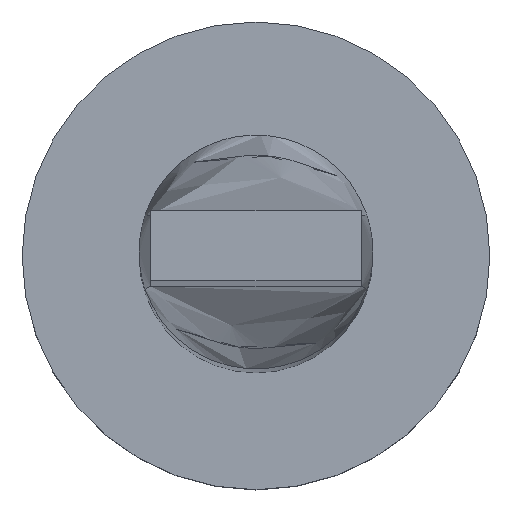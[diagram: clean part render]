
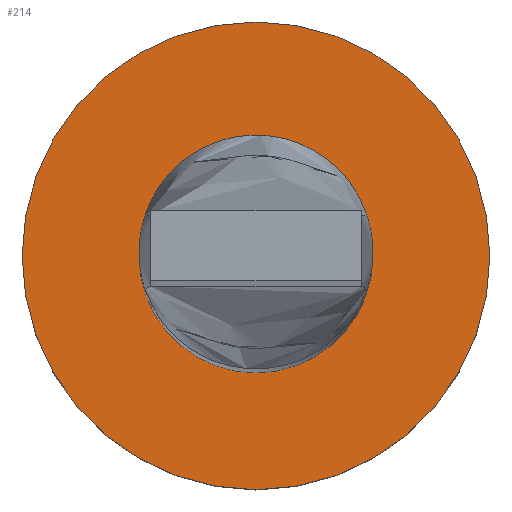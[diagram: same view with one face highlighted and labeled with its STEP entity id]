
A CAD part, top view. The second image highlights one B-rep face of the part: STEP entity #214.
In plain terms, the highlighted planar face has unit normal (0, 0, 1).
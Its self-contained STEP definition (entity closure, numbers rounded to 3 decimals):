
#7 = DIRECTION ( 'NONE',  ( 0., 0., 1. ) ) ;
#23 = EDGE_CURVE ( 'NONE', #297, #358, #100, .T. ) ;
#26 = EDGE_LOOP ( 'NONE', ( #213, #125 ) ) ;
#39 = VERTEX_POINT ( 'NONE', #91 ) ;
#51 = CARTESIAN_POINT ( 'NONE',  ( 0., 0., 3. ) ) ;
#63 = DIRECTION ( 'NONE',  ( 0., 0., 1. ) ) ;
#91 = CARTESIAN_POINT ( 'NONE',  ( -2.5, 0., 3. ) ) ;
#96 = CARTESIAN_POINT ( 'NONE',  ( 5., 0., 3. ) ) ;
#100 = CIRCLE ( 'NONE', #464, 5. ) ;
#113 = EDGE_CURVE ( 'NONE', #395, #39, #446, .T. ) ;
#125 = ORIENTED_EDGE ( 'NONE', *, *, #282, .T. ) ;
#136 = AXIS2_PLACEMENT_3D ( 'NONE', #270, #541, #451 ) ;
#146 = CIRCLE ( 'NONE', #362, 5. ) ;
#147 = CARTESIAN_POINT ( 'NONE',  ( 2.5, 0., 3. ) ) ;
#161 = DIRECTION ( 'NONE',  ( 1., 0., 0. ) ) ;
#170 = ORIENTED_EDGE ( 'NONE', *, *, #383, .F. ) ;
#172 = DIRECTION ( 'NONE',  ( 1., 0., 0. ) ) ;
#213 = ORIENTED_EDGE ( 'NONE', *, *, #23, .T. ) ;
#214 = ADVANCED_FACE ( 'NONE', ( #296, #570 ), #524, .T. ) ;
#221 = EDGE_LOOP ( 'NONE', ( #170, #437 ) ) ;
#224 = CARTESIAN_POINT ( 'NONE',  ( 0., 0., 3. ) ) ;
#234 = DIRECTION ( 'NONE',  ( 1., 0., 0. ) ) ;
#270 = CARTESIAN_POINT ( 'NONE',  ( 0., 0., 3. ) ) ;
#282 = EDGE_CURVE ( 'NONE', #358, #297, #146, .T. ) ;
#296 = FACE_BOUND ( 'NONE', #221, .T. ) ;
#297 = VERTEX_POINT ( 'NONE', #496 ) ;
#300 = DIRECTION ( 'NONE',  ( 0., 0., 1. ) ) ;
#303 = CARTESIAN_POINT ( 'NONE',  ( 0., 0., 3. ) ) ;
#312 = DIRECTION ( 'NONE',  ( 1., 0., 0. ) ) ;
#326 = AXIS2_PLACEMENT_3D ( 'NONE', #465, #63, #161 ) ;
#330 = CIRCLE ( 'NONE', #136, 2.5 ) ;
#344 = AXIS2_PLACEMENT_3D ( 'NONE', #303, #300, #172 ) ;
#358 = VERTEX_POINT ( 'NONE', #96 ) ;
#362 = AXIS2_PLACEMENT_3D ( 'NONE', #224, #7, #312 ) ;
#383 = EDGE_CURVE ( 'NONE', #39, #395, #330, .T. ) ;
#395 = VERTEX_POINT ( 'NONE', #147 ) ;
#403 = DIRECTION ( 'NONE',  ( 0., 0., 1. ) ) ;
#437 = ORIENTED_EDGE ( 'NONE', *, *, #113, .F. ) ;
#446 = CIRCLE ( 'NONE', #326, 2.5 ) ;
#451 = DIRECTION ( 'NONE',  ( 1., 0., 0. ) ) ;
#464 = AXIS2_PLACEMENT_3D ( 'NONE', #51, #403, #234 ) ;
#465 = CARTESIAN_POINT ( 'NONE',  ( 0., 0., 3. ) ) ;
#496 = CARTESIAN_POINT ( 'NONE',  ( -5., 0., 3. ) ) ;
#524 = PLANE ( 'NONE',  #344 ) ;
#541 = DIRECTION ( 'NONE',  ( 0., 0., 1. ) ) ;
#570 = FACE_OUTER_BOUND ( 'NONE', #26, .T. ) ;
